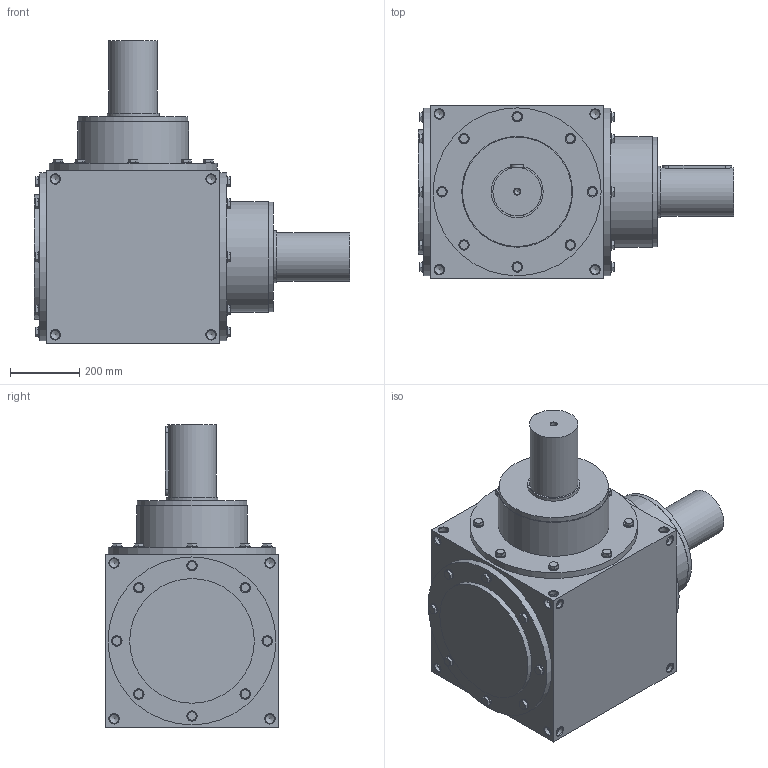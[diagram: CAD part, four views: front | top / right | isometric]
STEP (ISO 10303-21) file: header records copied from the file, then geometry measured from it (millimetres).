
FILE_DESCRIPTION( ( 'STEP AP214' ), ' ' );
FILE_NAME( 'RZ500_S32_R.1_1.5.stp', '2017-10-01T14:49:50', ( '' ), ( '' ), ' ', 'PARTsolutions', ' ' );
FILE_SCHEMA( ( 'AUTOMOTIVE_DESIGN { 1 0 10303 214 1 1 1 1 }' ) );
Length unit declared in the file: millimetre
Products named in the file (4): RZ500_S32_R.1/1.5; _RZ50032-case; _RR500-shaft; _RC_RR500-screw
Assembly tree (27 placements, depth 2):
  RZ500_S32_R.1/1.5
    _RZ50032-case
    _RR500-shaft  x2
    _RC_RR500-screw  x24
Bounding box: 910 x 500 x 875 mm (x, y, z)
Volume: 165293118.5 mm3; surface area: 2644590 mm2
Topology: 27 solids, 27 shells, 532 faces, 1228 edges, 756 vertices
Faces by surface type: plane 244, cone 196, cylinder 92
Full cylindrical faces by diameter (mm): 17.294 x2, 26.211 x48, 30 x24, 140 x2, 150 x4, 316 x2, 320 x2, 360 x1, 485 x3
Entity records: 5550 total; most frequent: CARTESIAN_POINT 828, DIRECTION 800, ORIENTED_EDGE 502, AXIS2_PLACEMENT_3D 384, EDGE_LOOP 276, EDGE_CURVE 251, VERTEX_POINT 224, FACE_OUTER_BOUND 213
